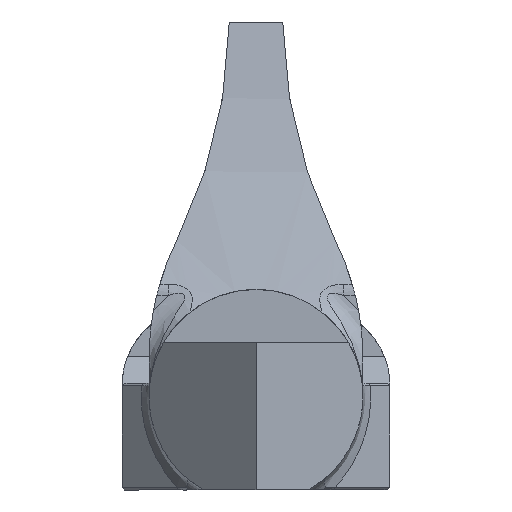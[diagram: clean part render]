
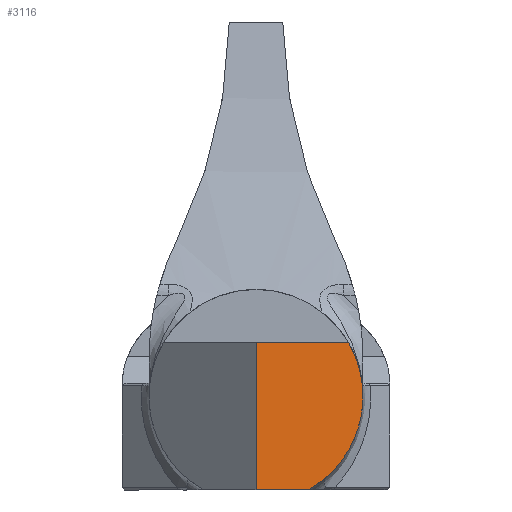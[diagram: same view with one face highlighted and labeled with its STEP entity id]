
A CAD part, front view. The second image highlights one B-rep face of the part: STEP entity #3116.
In plain terms, the highlighted planar face has unit normal (0.707, -0.707, 0).
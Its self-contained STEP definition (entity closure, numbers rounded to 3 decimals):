
#26 = VERTEX_POINT ( 'NONE', #5153 ) ;
#200 = AXIS2_PLACEMENT_3D ( 'NONE', #5071, #1469, #2313 ) ;
#1072 = CARTESIAN_POINT ( 'NONE',  ( 0., -20., -3.5 ) ) ;
#1193 = CARTESIAN_POINT ( 'NONE',  ( 4.653, -15.347, -0.059 ) ) ;
#1202 = EDGE_CURVE ( 'NONE', #1319, #4008, #4999, .T. ) ;
#1280 = DIRECTION ( 'NONE',  ( -0.707, -0.707, 0. ) ) ;
#1319 = VERTEX_POINT ( 'NONE', #3026 ) ;
#1469 = DIRECTION ( 'NONE',  ( -0.707, 0.707, 0. ) ) ;
#1760 = VERTEX_POINT ( 'NONE', #1072 ) ;
#1879 = EDGE_CURVE ( 'NONE', #1319, #26, #4411, .T. ) ;
#1925 = EDGE_LOOP ( 'NONE', ( #3237, #5024, #3316, #4662 ) ) ;
#2313 = DIRECTION ( 'NONE',  ( -0.707, -0.707, 0. ) ) ;
#2583 = CARTESIAN_POINT ( 'NONE',  ( 10., -10., 2. ) ) ;
#2705 = PLANE ( 'NONE',  #200 ) ;
#2735 = FACE_OUTER_BOUND ( 'NONE', #1925, .T. ) ;
#3026 = CARTESIAN_POINT ( 'NONE',  ( 3.464, -16.536, 2. ) ) ;
#3116 = ADVANCED_FACE ( 'NONE', ( #2735 ), #2705, .F. ) ;
#3143 = VECTOR ( 'NONE', #3908, 1000. ) ;
#3199 = CARTESIAN_POINT ( 'NONE',  ( 1.936, -18.064, -3.5 ) ) ;
#3214 = EDGE_CURVE ( 'NONE', #1760, #26, #3355, .T. ) ;
#3237 = ORIENTED_EDGE ( 'NONE', *, *, #1879, .F. ) ;
#3245 = EDGE_CURVE ( 'NONE', #4008, #1760, #4986, .T. ) ;
#3316 = ORIENTED_EDGE ( 'NONE', *, *, #3245, .T. ) ;
#3355 = LINE ( 'NONE', #3721, #3888 ) ;
#3407 = DIRECTION ( 'NONE',  ( 0.707, 0.707, 0. ) ) ;
#3535 = CARTESIAN_POINT ( 'NONE',  ( 0., -20., 4. ) ) ;
#3721 = CARTESIAN_POINT ( 'NONE',  ( 10., -10., -3.5 ) ) ;
#3888 = VECTOR ( 'NONE', #3407, 1000. ) ;
#3908 = DIRECTION ( 'NONE',  ( 0., 0., -1. ) ) ;
#3941 = CARTESIAN_POINT ( 'NONE',  ( 0., -20., 2. ) ) ;
#3990 = CARTESIAN_POINT ( 'NONE',  ( 3.464, -16.536, 2. ) ) ;
#4008 = VERTEX_POINT ( 'NONE', #3941 ) ;
#4398 = CARTESIAN_POINT ( 'NONE',  ( 4.017, -15.983, -2.349 ) ) ;
#4411 =( BOUNDED_CURVE ( )  B_SPLINE_CURVE ( 3, ( #3990, #1193, #4398, #3199 ),
 .UNSPECIFIED., .F., .T. ) 
 B_SPLINE_CURVE_WITH_KNOTS ( ( 4, 4 ),
 ( 2.618, 4.207 ),
 .UNSPECIFIED. ) 
 CURVE ( )  GEOMETRIC_REPRESENTATION_ITEM ( )  RATIONAL_B_SPLINE_CURVE ( ( 1., 0.8, 0.8, 1. ) ) 
 REPRESENTATION_ITEM ( '' )  );
#4662 = ORIENTED_EDGE ( 'NONE', *, *, #3214, .T. ) ;
#4704 = VECTOR ( 'NONE', #1280, 1000. ) ;
#4986 = LINE ( 'NONE', #3535, #3143 ) ;
#4999 = LINE ( 'NONE', #2583, #4704 ) ;
#5024 = ORIENTED_EDGE ( 'NONE', *, *, #1202, .T. ) ;
#5071 = CARTESIAN_POINT ( 'NONE',  ( 10., -10., 4. ) ) ;
#5153 = CARTESIAN_POINT ( 'NONE',  ( 1.936, -18.064, -3.5 ) ) ;
